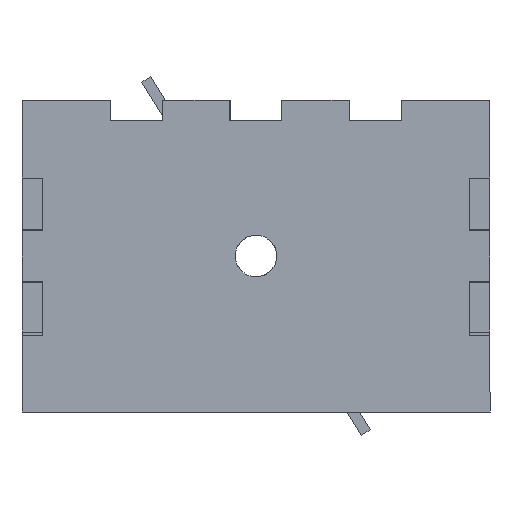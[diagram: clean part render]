
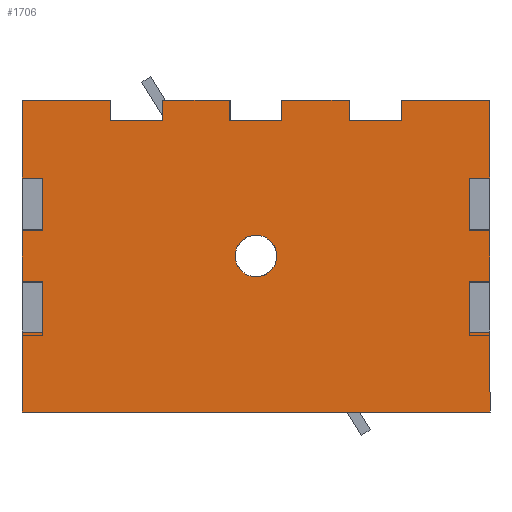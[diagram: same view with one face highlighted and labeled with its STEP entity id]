
A CAD part, left-side view. The second image highlights one B-rep face of the part: STEP entity #1706.
In plain terms, the highlighted face is planar.
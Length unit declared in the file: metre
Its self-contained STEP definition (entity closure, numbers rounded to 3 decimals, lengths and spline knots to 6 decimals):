
#44=CIRCLE('',#1830,0.004);
#189=ORIENTED_EDGE('',*,*,#545,.F.);
#190=ORIENTED_EDGE('',*,*,#549,.T.);
#191=ORIENTED_EDGE('',*,*,#552,.F.);
#192=ORIENTED_EDGE('',*,*,#555,.F.);
#193=ORIENTED_EDGE('',*,*,#558,.F.);
#194=ORIENTED_EDGE('',*,*,#561,.T.);
#195=ORIENTED_EDGE('',*,*,#564,.F.);
#196=ORIENTED_EDGE('',*,*,#567,.F.);
#197=ORIENTED_EDGE('',*,*,#570,.T.);
#198=ORIENTED_EDGE('',*,*,#573,.F.);
#199=ORIENTED_EDGE('',*,*,#576,.T.);
#200=ORIENTED_EDGE('',*,*,#579,.T.);
#201=ORIENTED_EDGE('',*,*,#582,.T.);
#202=ORIENTED_EDGE('',*,*,#585,.F.);
#203=ORIENTED_EDGE('',*,*,#588,.T.);
#204=ORIENTED_EDGE('',*,*,#591,.T.);
#205=ORIENTED_EDGE('',*,*,#594,.T.);
#206=ORIENTED_EDGE('',*,*,#597,.T.);
#207=ORIENTED_EDGE('',*,*,#600,.F.);
#208=ORIENTED_EDGE('',*,*,#603,.T.);
#209=ORIENTED_EDGE('',*,*,#606,.T.);
#210=ORIENTED_EDGE('',*,*,#609,.T.);
#211=ORIENTED_EDGE('',*,*,#612,.F.);
#212=ORIENTED_EDGE('',*,*,#615,.T.);
#213=ORIENTED_EDGE('',*,*,#618,.T.);
#214=ORIENTED_EDGE('',*,*,#621,.T.);
#215=ORIENTED_EDGE('',*,*,#624,.F.);
#216=ORIENTED_EDGE('',*,*,#627,.T.);
#217=ORIENTED_EDGE('',*,*,#630,.T.);
#218=ORIENTED_EDGE('',*,*,#633,.T.);
#219=ORIENTED_EDGE('',*,*,#636,.F.);
#220=ORIENTED_EDGE('',*,*,#638,.F.);
#221=ORIENTED_EDGE('',*,*,#639,.F.);
#545=EDGE_CURVE('',#787,#788,#949,.T.);
#549=EDGE_CURVE('',#787,#790,#953,.T.);
#552=EDGE_CURVE('',#792,#790,#956,.T.);
#555=EDGE_CURVE('',#794,#792,#959,.T.);
#558=EDGE_CURVE('',#796,#794,#962,.T.);
#561=EDGE_CURVE('',#796,#798,#965,.T.);
#564=EDGE_CURVE('',#800,#798,#968,.T.);
#567=EDGE_CURVE('',#802,#800,#971,.T.);
#570=EDGE_CURVE('',#802,#804,#974,.T.);
#573=EDGE_CURVE('',#806,#804,#977,.T.);
#576=EDGE_CURVE('',#806,#808,#980,.T.);
#579=EDGE_CURVE('',#808,#810,#983,.T.);
#582=EDGE_CURVE('',#810,#812,#986,.T.);
#585=EDGE_CURVE('',#814,#812,#989,.T.);
#588=EDGE_CURVE('',#814,#816,#992,.T.);
#591=EDGE_CURVE('',#816,#818,#995,.T.);
#594=EDGE_CURVE('',#818,#820,#998,.T.);
#597=EDGE_CURVE('',#820,#822,#1001,.T.);
#600=EDGE_CURVE('',#824,#822,#1004,.T.);
#603=EDGE_CURVE('',#824,#826,#1007,.T.);
#606=EDGE_CURVE('',#826,#828,#1010,.T.);
#609=EDGE_CURVE('',#828,#830,#1013,.T.);
#612=EDGE_CURVE('',#832,#830,#1016,.T.);
#615=EDGE_CURVE('',#832,#834,#1019,.T.);
#618=EDGE_CURVE('',#834,#836,#1022,.T.);
#621=EDGE_CURVE('',#836,#838,#1025,.T.);
#624=EDGE_CURVE('',#840,#838,#1028,.T.);
#627=EDGE_CURVE('',#840,#842,#1031,.T.);
#630=EDGE_CURVE('',#842,#844,#1034,.T.);
#633=EDGE_CURVE('',#844,#846,#1037,.T.);
#636=EDGE_CURVE('',#848,#846,#1040,.T.);
#638=EDGE_CURVE('',#788,#848,#1042,.T.);
#639=EDGE_CURVE('',#849,#849,#44,.T.);
#787=VERTEX_POINT('',#2343);
#788=VERTEX_POINT('',#2345);
#790=VERTEX_POINT('',#2351);
#792=VERTEX_POINT('',#2357);
#794=VERTEX_POINT('',#2363);
#796=VERTEX_POINT('',#2369);
#798=VERTEX_POINT('',#2375);
#800=VERTEX_POINT('',#2381);
#802=VERTEX_POINT('',#2387);
#804=VERTEX_POINT('',#2393);
#806=VERTEX_POINT('',#2399);
#808=VERTEX_POINT('',#2405);
#810=VERTEX_POINT('',#2411);
#812=VERTEX_POINT('',#2417);
#814=VERTEX_POINT('',#2423);
#816=VERTEX_POINT('',#2429);
#818=VERTEX_POINT('',#2435);
#820=VERTEX_POINT('',#2441);
#822=VERTEX_POINT('',#2447);
#824=VERTEX_POINT('',#2453);
#826=VERTEX_POINT('',#2459);
#828=VERTEX_POINT('',#2465);
#830=VERTEX_POINT('',#2471);
#832=VERTEX_POINT('',#2477);
#834=VERTEX_POINT('',#2483);
#836=VERTEX_POINT('',#2489);
#838=VERTEX_POINT('',#2495);
#840=VERTEX_POINT('',#2501);
#842=VERTEX_POINT('',#2507);
#844=VERTEX_POINT('',#2513);
#846=VERTEX_POINT('',#2519);
#848=VERTEX_POINT('',#2525);
#849=VERTEX_POINT('',#2532);
#949=LINE('',#2344,#1181);
#953=LINE('',#2352,#1185);
#956=LINE('',#2358,#1188);
#959=LINE('',#2364,#1191);
#962=LINE('',#2370,#1194);
#965=LINE('',#2376,#1197);
#968=LINE('',#2382,#1200);
#971=LINE('',#2388,#1203);
#974=LINE('',#2394,#1206);
#977=LINE('',#2400,#1209);
#980=LINE('',#2406,#1212);
#983=LINE('',#2412,#1215);
#986=LINE('',#2418,#1218);
#989=LINE('',#2424,#1221);
#992=LINE('',#2430,#1224);
#995=LINE('',#2436,#1227);
#998=LINE('',#2442,#1230);
#1001=LINE('',#2448,#1233);
#1004=LINE('',#2454,#1236);
#1007=LINE('',#2460,#1239);
#1010=LINE('',#2466,#1242);
#1013=LINE('',#2472,#1245);
#1016=LINE('',#2478,#1248);
#1019=LINE('',#2484,#1251);
#1022=LINE('',#2490,#1254);
#1025=LINE('',#2496,#1257);
#1028=LINE('',#2502,#1260);
#1031=LINE('',#2508,#1263);
#1034=LINE('',#2514,#1266);
#1037=LINE('',#2520,#1269);
#1040=LINE('',#2526,#1272);
#1042=LINE('',#2529,#1274);
#1181=VECTOR('',#1905,1.);
#1185=VECTOR('',#1911,1.);
#1188=VECTOR('',#1916,1.);
#1191=VECTOR('',#1921,1.);
#1194=VECTOR('',#1926,1.);
#1197=VECTOR('',#1931,1.);
#1200=VECTOR('',#1936,1.);
#1203=VECTOR('',#1941,1.);
#1206=VECTOR('',#1946,1.);
#1209=VECTOR('',#1951,1.);
#1212=VECTOR('',#1956,1.);
#1215=VECTOR('',#1961,1.);
#1218=VECTOR('',#1966,1.);
#1221=VECTOR('',#1971,1.);
#1224=VECTOR('',#1976,1.);
#1227=VECTOR('',#1981,1.);
#1230=VECTOR('',#1986,1.);
#1233=VECTOR('',#1991,1.);
#1236=VECTOR('',#1996,1.);
#1239=VECTOR('',#2001,1.);
#1242=VECTOR('',#2006,1.);
#1245=VECTOR('',#2011,1.);
#1248=VECTOR('',#2016,1.);
#1251=VECTOR('',#2021,1.);
#1254=VECTOR('',#2026,1.);
#1257=VECTOR('',#2031,1.);
#1260=VECTOR('',#2036,1.);
#1263=VECTOR('',#2041,1.);
#1266=VECTOR('',#2046,1.);
#1269=VECTOR('',#2051,1.);
#1272=VECTOR('',#2056,1.);
#1274=VECTOR('',#2060,1.);
#1445=EDGE_LOOP('',(#189,#190,#191,#192,#193,#194,#195,#196,#197,#198,#199,
#200,#201,#202,#203,#204,#205,#206,#207,#208,#209,#210,#211,#212,#213,#214,
#215,#216,#217,#218,#219,#220));
#1446=EDGE_LOOP('',(#221));
#1535=FACE_BOUND('',#1445,.T.);
#1536=FACE_BOUND('',#1446,.T.);
#1623=PLANE('',#1832);
#1706=ADVANCED_FACE('',(#1535,#1536),#1623,.T.);
#1830=AXIS2_PLACEMENT_3D('',#2531,#2063,#2064);
#1832=AXIS2_PLACEMENT_3D('',#2535,#2067,#2068);
#1905=DIRECTION('',(0.,1.,0.));
#1911=DIRECTION('',(-1.,0.,0.));
#1916=DIRECTION('',(0.,1.,0.));
#1921=DIRECTION('',(-1.,0.,0.));
#1926=DIRECTION('',(0.,1.,0.));
#1931=DIRECTION('',(-1.,0.,0.));
#1936=DIRECTION('',(0.,1.,0.));
#1941=DIRECTION('',(-1.,0.,0.));
#1946=DIRECTION('',(0.,1.,0.));
#1951=DIRECTION('',(1.,0.,0.));
#1956=DIRECTION('',(0.,1.,0.));
#1961=DIRECTION('',(1.,0.,0.));
#1966=DIRECTION('',(0.,1.,0.));
#1971=DIRECTION('',(1.,0.,0.));
#1976=DIRECTION('',(0.,1.,0.));
#1981=DIRECTION('',(1.,0.,0.));
#1986=DIRECTION('',(0.,1.,0.));
#1991=DIRECTION('',(-1.,0.,0.));
#1996=DIRECTION('',(0.,1.,0.));
#2001=DIRECTION('',(-1.,0.,0.));
#2006=DIRECTION('',(0.,1.,0.));
#2011=DIRECTION('',(-1.,0.,0.));
#2016=DIRECTION('',(0.,1.,0.));
#2021=DIRECTION('',(-1.,0.,0.));
#2026=DIRECTION('',(0.,1.,0.));
#2031=DIRECTION('',(-1.,0.,0.));
#2036=DIRECTION('',(0.,1.,0.));
#2041=DIRECTION('',(-1.,0.,0.));
#2046=DIRECTION('',(0.,1.,0.));
#2051=DIRECTION('',(-1.,0.,0.));
#2056=DIRECTION('',(0.,1.,0.));
#2060=DIRECTION('',(-1.,0.,0.));
#2063=DIRECTION('',(0.,0.,1.));
#2064=DIRECTION('',(1.,0.,0.));
#2067=DIRECTION('',(0.,0.,1.));
#2068=DIRECTION('',(1.,0.,0.));
#2343=CARTESIAN_POINT('',(-0.041,0.0051,0.004));
#2344=CARTESIAN_POINT('',(-0.041,0.01005,0.004));
#2345=CARTESIAN_POINT('',(-0.041,0.015,0.004));
#2351=CARTESIAN_POINT('',(-0.045,0.0051,0.004));
#2352=CARTESIAN_POINT('',(-0.043,0.0051,0.004));
#2357=CARTESIAN_POINT('',(-0.045,-0.0049,0.004));
#2358=CARTESIAN_POINT('',(-0.045,0.0001,0.004));
#2363=CARTESIAN_POINT('',(-0.041,-0.0049,0.004));
#2364=CARTESIAN_POINT('',(-0.043,-0.0049,0.004));
#2369=CARTESIAN_POINT('',(-0.041,-0.0148,0.004));
#2370=CARTESIAN_POINT('',(-0.041,-0.00985,0.004));
#2375=CARTESIAN_POINT('',(-0.045,-0.0148,0.004));
#2376=CARTESIAN_POINT('',(-0.043,-0.0148,0.004));
#2381=CARTESIAN_POINT('',(-0.045,-0.03,0.004));
#2382=CARTESIAN_POINT('',(-0.045,-0.0224,0.004));
#2387=CARTESIAN_POINT('',(0.045,-0.03,0.004));
#2388=CARTESIAN_POINT('',(0.,-0.03,0.004));
#2393=CARTESIAN_POINT('',(0.045,-0.0148,0.004));
#2394=CARTESIAN_POINT('',(0.045,-0.0224,0.004));
#2399=CARTESIAN_POINT('',(0.041,-0.0148,0.004));
#2400=CARTESIAN_POINT('',(0.043,-0.0148,0.004));
#2405=CARTESIAN_POINT('',(0.041,-0.0049,0.004));
#2406=CARTESIAN_POINT('',(0.041,-0.00985,0.004));
#2411=CARTESIAN_POINT('',(0.045,-0.0049,0.004));
#2412=CARTESIAN_POINT('',(0.043,-0.0049,0.004));
#2417=CARTESIAN_POINT('',(0.045,0.0051,0.004));
#2418=CARTESIAN_POINT('',(0.045,0.0001,0.004));
#2423=CARTESIAN_POINT('',(0.041,0.0051,0.004));
#2424=CARTESIAN_POINT('',(0.043,0.0051,0.004));
#2429=CARTESIAN_POINT('',(0.041,0.015,0.004));
#2430=CARTESIAN_POINT('',(0.041,0.01005,0.004));
#2435=CARTESIAN_POINT('',(0.045,0.015,0.004));
#2436=CARTESIAN_POINT('',(0.043,0.015,0.004));
#2441=CARTESIAN_POINT('',(0.045,0.03,0.004));
#2442=CARTESIAN_POINT('',(0.045,0.0225,0.004));
#2447=CARTESIAN_POINT('',(0.027929,0.03,0.004));
#2448=CARTESIAN_POINT('',(0.036465,0.03,0.004));
#2453=CARTESIAN_POINT('',(0.027929,0.026,0.004));
#2454=CARTESIAN_POINT('',(0.027929,0.028,0.004));
#2459=CARTESIAN_POINT('',(0.017929,0.026,0.004));
#2460=CARTESIAN_POINT('',(0.022929,0.026,0.004));
#2465=CARTESIAN_POINT('',(0.017929,0.03,0.004));
#2466=CARTESIAN_POINT('',(0.017929,0.028,0.004));
#2471=CARTESIAN_POINT('',(0.004878,0.03,0.004));
#2472=CARTESIAN_POINT('',(0.011404,0.03,0.004));
#2477=CARTESIAN_POINT('',(0.004878,0.026,0.004));
#2478=CARTESIAN_POINT('',(0.004878,0.028,0.004));
#2483=CARTESIAN_POINT('',(-0.005122,0.026,0.004));
#2484=CARTESIAN_POINT('',(-0.000122,0.026,0.004));
#2489=CARTESIAN_POINT('',(-0.005122,0.03,0.004));
#2490=CARTESIAN_POINT('',(-0.005122,0.028,0.004));
#2495=CARTESIAN_POINT('',(-0.017947,0.03,0.004));
#2496=CARTESIAN_POINT('',(-0.011535,0.03,0.004));
#2501=CARTESIAN_POINT('',(-0.017947,0.026,0.004));
#2502=CARTESIAN_POINT('',(-0.017947,0.028,0.004));
#2507=CARTESIAN_POINT('',(-0.027947,0.026,0.004));
#2508=CARTESIAN_POINT('',(-0.022947,0.026,0.004));
#2513=CARTESIAN_POINT('',(-0.027947,0.03,0.004));
#2514=CARTESIAN_POINT('',(-0.027947,0.028,0.004));
#2519=CARTESIAN_POINT('',(-0.045,0.03,0.004));
#2520=CARTESIAN_POINT('',(-0.036474,0.03,0.004));
#2525=CARTESIAN_POINT('',(-0.045,0.015,0.004));
#2526=CARTESIAN_POINT('',(-0.045,0.0225,0.004));
#2529=CARTESIAN_POINT('',(-0.043,0.015,0.004));
#2531=CARTESIAN_POINT('',(0.,0.,0.004));
#2532=CARTESIAN_POINT('',(0.004,0.,0.004));
#2535=CARTESIAN_POINT('',(0.,0.002,0.004));
